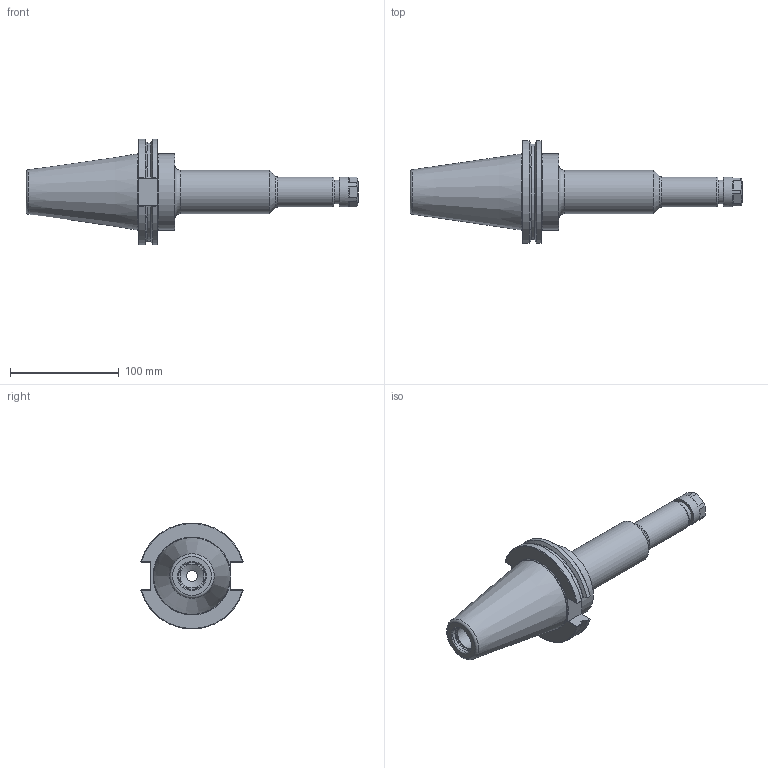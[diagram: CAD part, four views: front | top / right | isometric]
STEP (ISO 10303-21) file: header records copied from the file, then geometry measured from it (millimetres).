
FILE_DESCRIPTION(/* description */ (''),/* implementation_level */ '2;1');
FILE_NAME(/* name */ 'DCAT50-SX10-0800.stp',/* time_stamp */ '2019-06-19T10:53:47-05:00',/* author */ ('ldfli'),/* organization */ (''),/* preprocessor_version */ 'ST-DEVELOPER v18',/* originating_system */ 'Autodesk Inventor LT',/* authorisation */ '');
FILE_SCHEMA (('AUTOMOTIVE_DESIGN { 1 0 10303 214 3 1 1 }'));
Length unit declared in the file: millimetre
Products named in the file (1): DCAT50-SX10-0800
Bounding box: 304.97 x 93.8 x 97.14 mm (x, y, z)
Volume: 525182.9 mm3; surface area: 72961.3 mm2
Topology: 2 solids, 2 shells, 116 faces, 349 edges, 245 vertices
Faces by surface type: plane 49, cone 25, cylinder 23, torus 18, bspline 1
Full cylindrical faces by diameter (mm): 10 x1, 10.106 x1, 12.5 x1, 12.8 x1, 14.7 x1, 20.5 x1, 21.5 x1, 21.8 x1, 21.971 x1, 22.2 x1, 25 x1, 25.4 x1, 27.5 x2, 40 x1, 69.85 x1, 70 x1
Entity records: 4143 total; most frequent: CARTESIAN_POINT 921, ORIENTED_EDGE 698, DIRECTION 694, EDGE_CURVE 349, AXIS2_PLACEMENT_3D 293, VERTEX_POINT 245, CIRCLE 177, EDGE_LOOP 128
